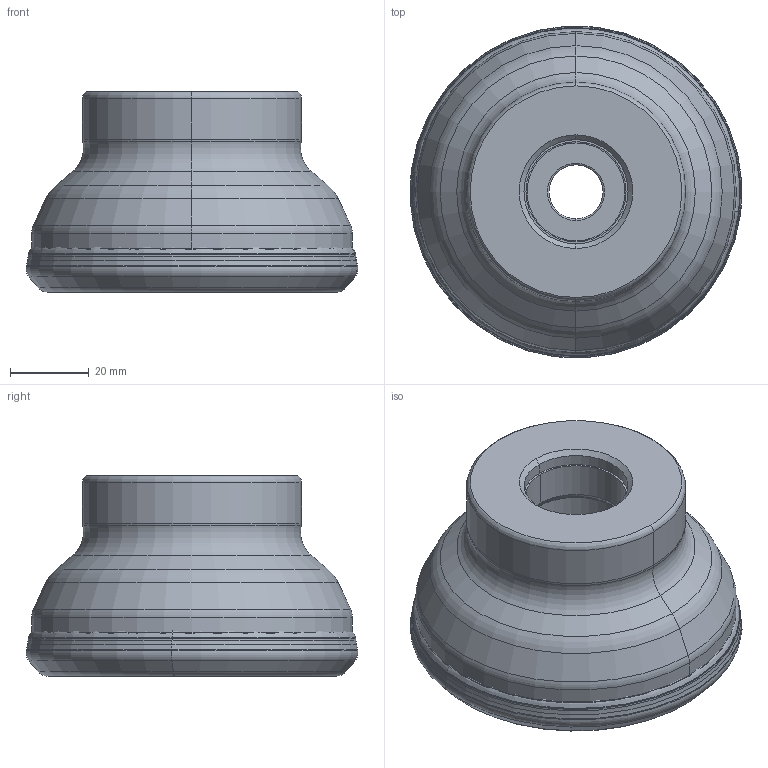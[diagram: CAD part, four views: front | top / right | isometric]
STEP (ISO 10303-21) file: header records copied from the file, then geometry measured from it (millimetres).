
FILE_DESCRIPTION(/* description */ (''),/* implementation_level */ '2;1');
FILE_NAME(/* name */ 'AHX440SUR0306CA_IR0_125.stp',/* time_stamp */ '2023-03-10T09:59:57+09:00',/* author */ (''),/* organization */ (''),/* preprocessor_version */ 'ST-DEVELOPER v16',/* originating_system */ 'SIEMENS PLM Software NX 10.0',/* authorisation */ '');
FILE_SCHEMA (('AUTOMOTIVE_DESIGN { 1 0 10303 214 3 1 1 1 }'));
Length unit declared in the file: millimetre
Products named in the file (1): AHX440SUR0306CA_IR0_125_ASM
Bounding box: 84.11 x 84.11 x 50.8 mm (x, y, z)
Volume: 188592.1 mm3; surface area: 31423.9 mm2
Topology: 2 solids, 2 shells, 166 faces, 437 edges, 327 vertices
Faces by surface type: torus 80, bspline 32, cone 24, cylinder 14, revolution 10, plane 6
Entity records: 6529 total; most frequent: CARTESIAN_POINT 2095, DIRECTION 1071, ORIENTED_EDGE 776, AXIS2_PLACEMENT_3D 510, EDGE_CURVE 388, CIRCLE 378, VERTEX_POINT 228, EDGE_LOOP 172
